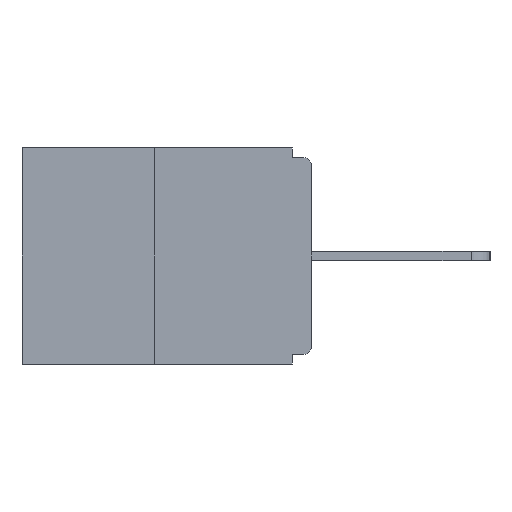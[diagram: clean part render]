
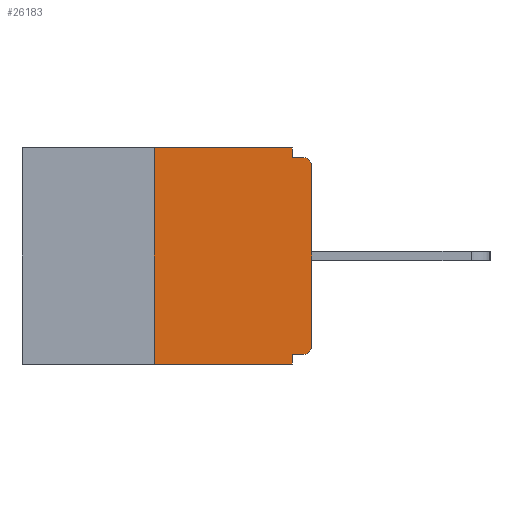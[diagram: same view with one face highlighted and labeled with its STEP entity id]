
A CAD part, left-side view. The second image highlights one B-rep face of the part: STEP entity #26183.
In plain terms, the highlighted planar face has unit normal (-1, 0, 0).
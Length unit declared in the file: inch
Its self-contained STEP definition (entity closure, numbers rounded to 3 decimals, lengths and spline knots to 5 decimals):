
#166 = AXIS2_PLACEMENT_3D ( 'NONE', #9543, #978, #4918 ) ;
#317 = VECTOR ( 'NONE', #15633, 39.37008 ) ;
#978 = DIRECTION ( 'NONE',  ( 1., 0., 0. ) ) ;
#1288 = DIRECTION ( 'NONE',  ( 0., 0., 1. ) ) ;
#1465 = ORIENTED_EDGE ( 'NONE', *, *, #6597, .F. ) ;
#1935 = LINE ( 'NONE', #10231, #23805 ) ;
#1996 = EDGE_CURVE ( 'NONE', #23862, #25163, #15842, .T. ) ;
#2325 = LINE ( 'NONE', #4370, #25426 ) ;
#2439 = CARTESIAN_POINT ( 'NONE',  ( 0., 0.015, -0.313 ) ) ;
#2681 = CIRCLE ( 'NONE', #6151, 0.015 ) ;
#2946 = CARTESIAN_POINT ( 'NONE',  ( 0., 0., -0.015 ) ) ;
#3149 = PLANE ( 'NONE',  #166 ) ;
#3217 = DIRECTION ( 'NONE',  ( 0., -1., 0. ) ) ;
#3497 = CARTESIAN_POINT ( 'NONE',  ( 0., 0.031, -0.328 ) ) ;
#3738 = CARTESIAN_POINT ( 'NONE',  ( 0., 0.015, -0.328 ) ) ;
#4370 = CARTESIAN_POINT ( 'NONE',  ( 0., 0.25, 0. ) ) ;
#4533 = CARTESIAN_POINT ( 'NONE',  ( 0., 0.25, 0. ) ) ;
#4687 = DIRECTION ( 'NONE',  ( 0., -1., 0. ) ) ;
#4918 = DIRECTION ( 'NONE',  ( 0., 0., -1. ) ) ;
#5078 = LINE ( 'NONE', #23741, #20429 ) ;
#5355 = CARTESIAN_POINT ( 'NONE',  ( 0., 0.031, -0.015 ) ) ;
#5470 = VERTEX_POINT ( 'NONE', #11971 ) ;
#5960 = VERTEX_POINT ( 'NONE', #3738 ) ;
#6151 = AXIS2_PLACEMENT_3D ( 'NONE', #2439, #6789, #15107 ) ;
#6441 = EDGE_CURVE ( 'NONE', #11076, #15838, #1935, .T. ) ;
#6597 = EDGE_CURVE ( 'NONE', #25545, #23508, #11319, .T. ) ;
#6789 = DIRECTION ( 'NONE',  ( -1., 0., 0. ) ) ;
#7312 = LINE ( 'NONE', #25975, #317 ) ;
#7897 = EDGE_LOOP ( 'NONE', ( #18358, #24686, #9451, #24095, #16924, #21396, #14207, #15913, #17449, #1465 ) ) ;
#8441 = DIRECTION ( 'NONE',  ( 0., 0., 1. ) ) ;
#9451 = ORIENTED_EDGE ( 'NONE', *, *, #22219, .T. ) ;
#9543 = CARTESIAN_POINT ( 'NONE',  ( 0., 0.46, 0. ) ) ;
#10009 = EDGE_CURVE ( 'NONE', #25163, #21002, #20844, .T. ) ;
#10231 = CARTESIAN_POINT ( 'NONE',  ( 0., 0.031, -0.343 ) ) ;
#11076 = VERTEX_POINT ( 'NONE', #3497 ) ;
#11319 = LINE ( 'NONE', #11445, #15534 ) ;
#11408 = VECTOR ( 'NONE', #3217, 39.37008 ) ;
#11445 = CARTESIAN_POINT ( 'NONE',  ( 0., 0.031, 0. ) ) ;
#11971 = CARTESIAN_POINT ( 'NONE',  ( 0., 0.25, -0.343 ) ) ;
#12132 = EDGE_CURVE ( 'NONE', #5470, #14118, #2325, .T. ) ;
#12890 = LINE ( 'NONE', #2946, #11408 ) ;
#13348 = LINE ( 'NONE', #21519, #22030 ) ;
#13364 = FACE_OUTER_BOUND ( 'NONE', #7897, .T. ) ;
#13625 = DIRECTION ( 'NONE',  ( 0., 0., -1. ) ) ;
#14118 = VERTEX_POINT ( 'NONE', #4533 ) ;
#14207 = ORIENTED_EDGE ( 'NONE', *, *, #1996, .T. ) ;
#14580 = CARTESIAN_POINT ( 'NONE',  ( 0., 0.031, -0.343 ) ) ;
#14674 = VECTOR ( 'NONE', #1288, 39.37008 ) ;
#15107 = DIRECTION ( 'NONE',  ( 0., 0., -1. ) ) ;
#15441 = CARTESIAN_POINT ( 'NONE',  ( 0., 0., 0. ) ) ;
#15534 = VECTOR ( 'NONE', #13625, 39.37008 ) ;
#15633 = DIRECTION ( 'NONE',  ( 0., 1., 0. ) ) ;
#15838 = VERTEX_POINT ( 'NONE', #14580 ) ;
#15842 = LINE ( 'NONE', #15441, #14674 ) ;
#15913 = ORIENTED_EDGE ( 'NONE', *, *, #10009, .T. ) ;
#15918 = EDGE_CURVE ( 'NONE', #14118, #25545, #13348, .T. ) ;
#16820 = CARTESIAN_POINT ( 'NONE',  ( 0., 0.015, -0.03 ) ) ;
#16924 = ORIENTED_EDGE ( 'NONE', *, *, #18095, .F. ) ;
#17449 = ORIENTED_EDGE ( 'NONE', *, *, #25330, .F. ) ;
#18095 = EDGE_CURVE ( 'NONE', #5960, #11076, #7312, .T. ) ;
#18358 = ORIENTED_EDGE ( 'NONE', *, *, #15918, .F. ) ;
#18554 = DIRECTION ( 'NONE',  ( 0., 0., -1. ) ) ;
#19405 = DIRECTION ( 'NONE',  ( -1., 0., 0. ) ) ;
#19660 = CARTESIAN_POINT ( 'NONE',  ( 0., 0.015, -0.015 ) ) ;
#20429 = VECTOR ( 'NONE', #4687, 39.37008 ) ;
#20844 = CIRCLE ( 'NONE', #24322, 0.015 ) ;
#20914 = DIRECTION ( 'NONE',  ( 0., 0., -1. ) ) ;
#21002 = VERTEX_POINT ( 'NONE', #19660 ) ;
#21396 = ORIENTED_EDGE ( 'NONE', *, *, #24399, .T. ) ;
#21519 = CARTESIAN_POINT ( 'NONE',  ( 0., 0.46, 0. ) ) ;
#22030 = VECTOR ( 'NONE', #23974, 39.37008 ) ;
#22219 = EDGE_CURVE ( 'NONE', #5470, #15838, #5078, .T. ) ;
#22305 = CARTESIAN_POINT ( 'NONE',  ( 0., 0., -0.03 ) ) ;
#23508 = VERTEX_POINT ( 'NONE', #5355 ) ;
#23581 = CARTESIAN_POINT ( 'NONE',  ( 0., 0., -0.313 ) ) ;
#23741 = CARTESIAN_POINT ( 'NONE',  ( 0., 0.46, -0.343 ) ) ;
#23805 = VECTOR ( 'NONE', #18554, 39.37008 ) ;
#23862 = VERTEX_POINT ( 'NONE', #23581 ) ;
#23974 = DIRECTION ( 'NONE',  ( 0., -1., 0. ) ) ;
#24095 = ORIENTED_EDGE ( 'NONE', *, *, #6441, .F. ) ;
#24322 = AXIS2_PLACEMENT_3D ( 'NONE', #16820, #19405, #20914 ) ;
#24399 = EDGE_CURVE ( 'NONE', #5960, #23862, #2681, .T. ) ;
#24686 = ORIENTED_EDGE ( 'NONE', *, *, #12132, .F. ) ;
#25163 = VERTEX_POINT ( 'NONE', #22305 ) ;
#25330 = EDGE_CURVE ( 'NONE', #23508, #21002, #12890, .T. ) ;
#25426 = VECTOR ( 'NONE', #8441, 39.37008 ) ;
#25545 = VERTEX_POINT ( 'NONE', #26746 ) ;
#25975 = CARTESIAN_POINT ( 'NONE',  ( 0., 0., -0.328 ) ) ;
#26183 = ADVANCED_FACE ( 'NONE', ( #13364 ), #3149, .F. ) ;
#26746 = CARTESIAN_POINT ( 'NONE',  ( 0., 0.031, 0. ) ) ;
